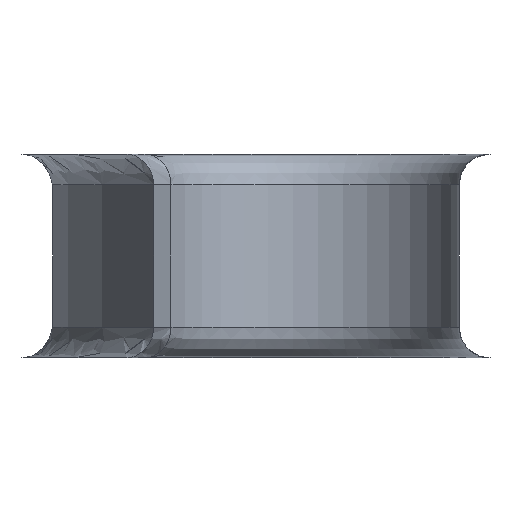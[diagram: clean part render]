
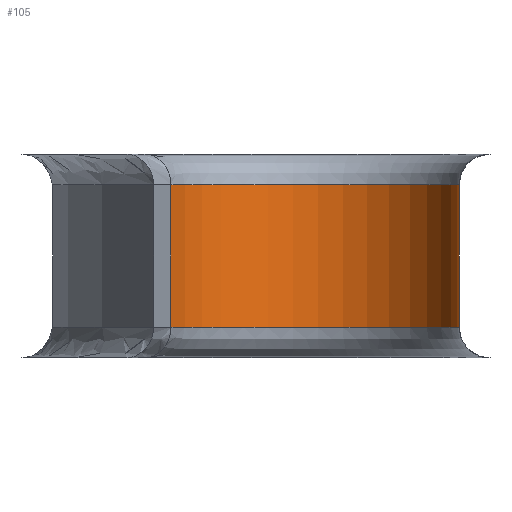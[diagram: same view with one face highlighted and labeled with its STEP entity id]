
A CAD part, front view. The second image highlights one B-rep face of the part: STEP entity #105.
In plain terms, the highlighted cylindrical face has radius 75 mm (diameter 150 mm), a partial arc.
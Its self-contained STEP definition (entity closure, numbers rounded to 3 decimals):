
#13=LINE('',#198,#16);
#14=LINE('',#201,#17);
#16=VECTOR('',#147,10.);
#17=VECTOR('',#150,10.);
#19=CYLINDRICAL_SURFACE('',#123,75.);
#22=FACE_OUTER_BOUND('',#28,.T.);
#28=EDGE_LOOP('',(#80,#81,#82,#83));
#34=CIRCLE('',#120,75.);
#37=CIRCLE('',#124,75.);
#47=VERTEX_POINT('',#188);
#49=VERTEX_POINT('',#191);
#51=VERTEX_POINT('',#197);
#52=VERTEX_POINT('',#199);
#60=EDGE_CURVE('',#47,#49,#34,.T.);
#63=EDGE_CURVE('',#51,#47,#13,.T.);
#64=EDGE_CURVE('',#51,#52,#37,.T.);
#65=EDGE_CURVE('',#52,#49,#14,.T.);
#80=ORIENTED_EDGE('',*,*,#63,.F.);
#81=ORIENTED_EDGE('',*,*,#64,.T.);
#82=ORIENTED_EDGE('',*,*,#65,.T.);
#83=ORIENTED_EDGE('',*,*,#60,.F.);
#105=ADVANCED_FACE('',(#22),#19,.T.);
#120=AXIS2_PLACEMENT_3D('',#192,#139,#140);
#123=AXIS2_PLACEMENT_3D('',#196,#145,#146);
#124=AXIS2_PLACEMENT_3D('',#200,#148,#149);
#139=DIRECTION('center_axis',(0.,0.,
-1.));
#140=DIRECTION('ref_axis',(-0.886,0.464,0.));
#145=DIRECTION('center_axis',(0.,0.,-1.));
#146=DIRECTION('ref_axis',(-1.,0.,0.));
#147=DIRECTION('',(0.,0.,-1.));
#148=DIRECTION('center_axis',(0.,0.,
-1.));
#149=DIRECTION('ref_axis',(-0.886,0.464,0.));
#150=DIRECTION('',(0.,0.,-1.));
#188=CARTESIAN_POINT('',(8.551,459.779,-35.));
#191=CARTESIAN_POINT('',(150.,425.,-35.));
#192=CARTESIAN_POINT('Origin',(75.,425.,-35.));
#196=CARTESIAN_POINT('Origin',(75.,425.,0.));
#197=CARTESIAN_POINT('',(8.551,459.779,35.));
#198=CARTESIAN_POINT('',(8.551,459.779,35.));
#199=CARTESIAN_POINT('',(150.,425.,35.));
#200=CARTESIAN_POINT('Origin',(75.,425.,35.));
#201=CARTESIAN_POINT('',(150.,425.,35.));
